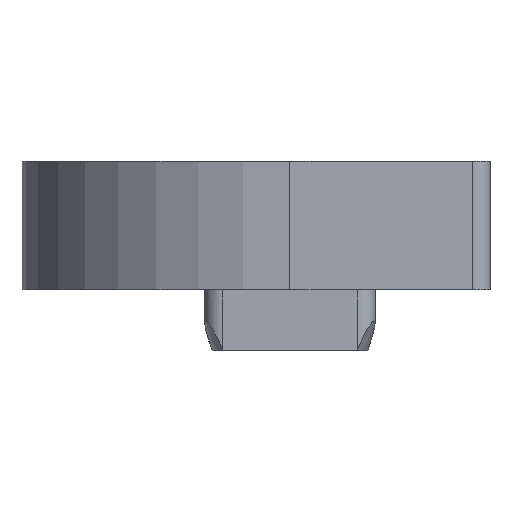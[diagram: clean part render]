
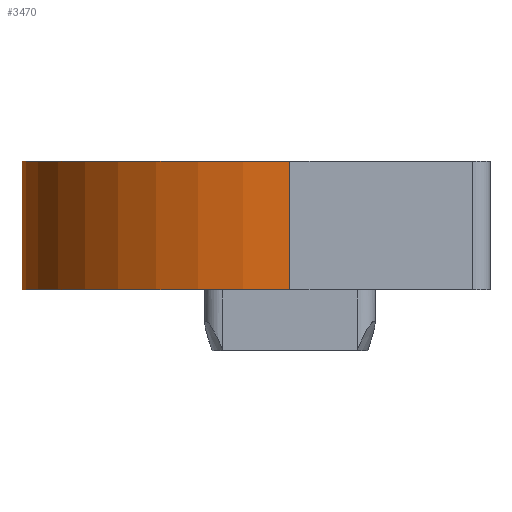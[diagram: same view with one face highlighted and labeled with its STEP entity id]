
A CAD part, left-side view. The second image highlights one B-rep face of the part: STEP entity #3470.
In plain terms, the highlighted cylindrical face has radius 15.4 mm (diameter 30.8 mm), a partial arc.
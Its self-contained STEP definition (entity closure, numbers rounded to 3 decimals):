
#23 = VERTEX_POINT ( 'NONE', #516 ) ;
#39 = AXIS2_PLACEMENT_3D ( 'NONE', #4200, #5038, #665 ) ;
#88 = EDGE_LOOP ( 'NONE', ( #4114, #2804, #907, #3940 ) ) ;
#243 = VECTOR ( 'NONE', #2454, 1000. ) ;
#516 = CARTESIAN_POINT ( 'NONE',  ( -15.4, 0., 0. ) ) ;
#620 = CARTESIAN_POINT ( 'NONE',  ( -15.4, 0., 7.4 ) ) ;
#665 = DIRECTION ( 'NONE',  ( -1., 0., 0. ) ) ;
#679 = CARTESIAN_POINT ( 'NONE',  ( 0., 0., 7.4 ) ) ;
#725 = EDGE_CURVE ( 'NONE', #1298, #4713, #1701, .T. ) ;
#880 = CARTESIAN_POINT ( 'NONE',  ( 0., 0., 0. ) ) ;
#907 = ORIENTED_EDGE ( 'NONE', *, *, #725, .F. ) ;
#935 = CARTESIAN_POINT ( 'NONE',  ( 15.4, 0., 7.4 ) ) ;
#1252 = VERTEX_POINT ( 'NONE', #1934 ) ;
#1298 = VERTEX_POINT ( 'NONE', #935 ) ;
#1331 = EDGE_CURVE ( 'NONE', #1298, #1252, #4407, .T. ) ;
#1523 = AXIS2_PLACEMENT_3D ( 'NONE', #880, #2854, #1980 ) ;
#1701 = CIRCLE ( 'NONE', #2110, 15.4 ) ;
#1934 = CARTESIAN_POINT ( 'NONE',  ( 15.4, 0., 0. ) ) ;
#1954 = EDGE_CURVE ( 'NONE', #1252, #23, #4227, .T. ) ;
#1980 = DIRECTION ( 'NONE',  ( -1., 0., 0. ) ) ;
#2110 = AXIS2_PLACEMENT_3D ( 'NONE', #679, #4967, #3031 ) ;
#2426 = LINE ( 'NONE', #4795, #243 ) ;
#2454 = DIRECTION ( 'NONE',  ( 0., 0., -1. ) ) ;
#2804 = ORIENTED_EDGE ( 'NONE', *, *, #3187, .F. ) ;
#2854 = DIRECTION ( 'NONE',  ( 0., 0., 1. ) ) ;
#3031 = DIRECTION ( 'NONE',  ( -1., 0., 0. ) ) ;
#3112 = FACE_OUTER_BOUND ( 'NONE', #88, .T. ) ;
#3187 = EDGE_CURVE ( 'NONE', #4713, #23, #2426, .T. ) ;
#3280 = VECTOR ( 'NONE', #4818, 1000. ) ;
#3470 = ADVANCED_FACE ( 'NONE', ( #3112 ), #5018, .T. ) ;
#3638 = CARTESIAN_POINT ( 'NONE',  ( 15.4, 0., 7.4 ) ) ;
#3940 = ORIENTED_EDGE ( 'NONE', *, *, #1331, .T. ) ;
#4114 = ORIENTED_EDGE ( 'NONE', *, *, #1954, .T. ) ;
#4200 = CARTESIAN_POINT ( 'NONE',  ( 0., 0., 7.4 ) ) ;
#4227 = CIRCLE ( 'NONE', #1523, 15.4 ) ;
#4407 = LINE ( 'NONE', #3638, #3280 ) ;
#4713 = VERTEX_POINT ( 'NONE', #620 ) ;
#4795 = CARTESIAN_POINT ( 'NONE',  ( -15.4, 0., 7.4 ) ) ;
#4818 = DIRECTION ( 'NONE',  ( 0., 0., -1. ) ) ;
#4967 = DIRECTION ( 'NONE',  ( 0., 0., 1. ) ) ;
#5018 = CYLINDRICAL_SURFACE ( 'NONE', #39, 15.4 ) ;
#5038 = DIRECTION ( 'NONE',  ( 0., 0., -1. ) ) ;
